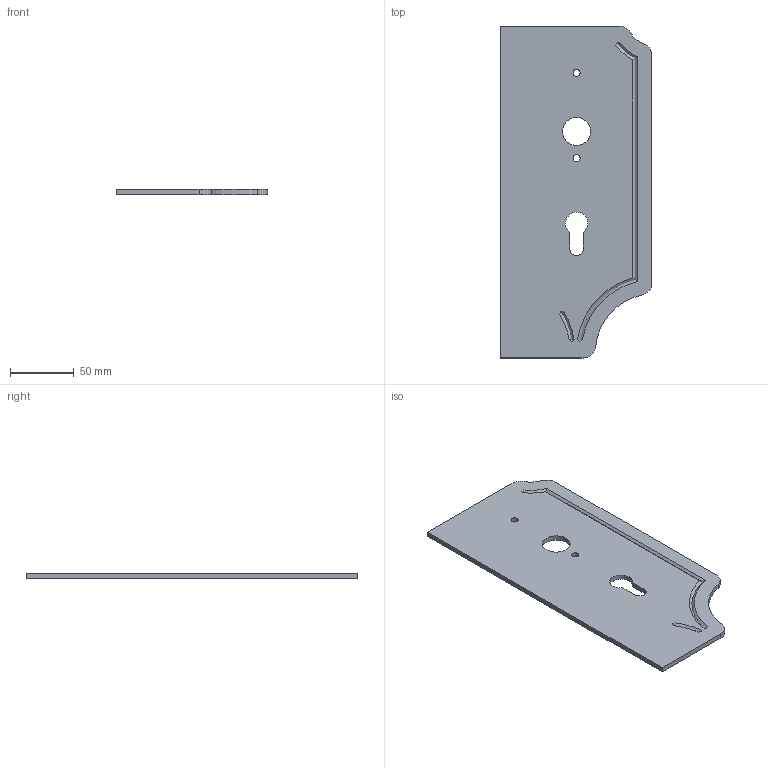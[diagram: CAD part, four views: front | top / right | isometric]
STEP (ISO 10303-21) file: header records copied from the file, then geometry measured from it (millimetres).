
FILE_DESCRIPTION (( 'STEP AP203' ), '1' );
FILE_NAME ('3861-60.STEP', '2022-02-17T09:27:44', ( '' ), ( '' ), 'SwSTEP 2.0', 'SolidWorks 2018', '' );
FILE_SCHEMA (( 'CONFIG_CONTROL_DESIGN' ));
Length unit declared in the file: millimetre
Products named in the file (2): 3861-60
Bounding box: 119 x 260 x 4 mm (x, y, z)
Volume: 111365.2 mm3; surface area: 60100.4 mm2
Topology: 1 solids, 1 shells, 133 faces, 349 edges, 232 vertices
Faces by surface type: bspline 74, plane 43, cylinder 16
Entity records: 7776 total; most frequent: CARTESIAN_POINT 4811, ORIENTED_EDGE 698, DIRECTION 357, EDGE_CURVE 349, VERTEX_POINT 232, VECTOR 155, EDGE_LOOP 155, LINE 155
